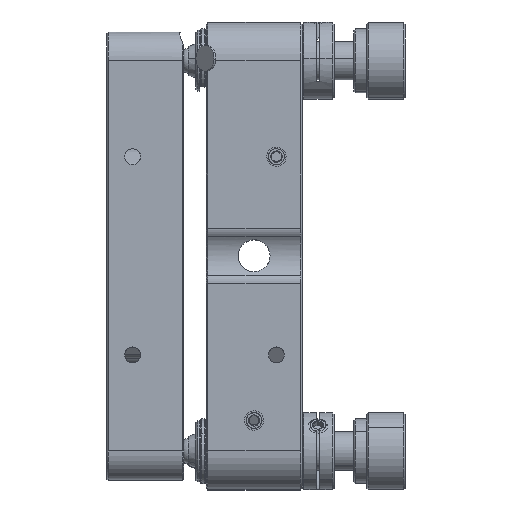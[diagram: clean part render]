
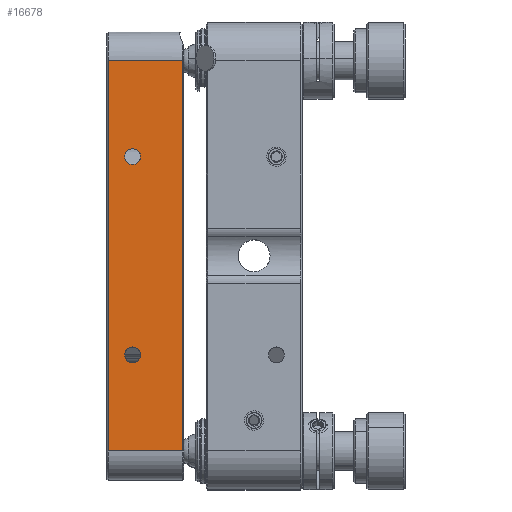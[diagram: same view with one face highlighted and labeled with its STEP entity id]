
A CAD part, top view. The second image highlights one B-rep face of the part: STEP entity #16678.
In plain terms, the highlighted planar face has unit normal (0, 0, 1).
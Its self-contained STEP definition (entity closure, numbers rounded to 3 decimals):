
#433 = VERTEX_POINT ( 'NONE', #13999 ) ;
#552 = ORIENTED_EDGE ( 'NONE', *, *, #7164, .F. ) ;
#957 = PLANE ( 'NONE',  #4277 ) ;
#1290 = ORIENTED_EDGE ( 'NONE', *, *, #15731, .F. ) ;
#1584 = LINE ( 'NONE', #13636, #10902 ) ;
#1605 = CARTESIAN_POINT ( 'NONE',  ( -4.176, 29.183, 17. ) ) ;
#1647 = DIRECTION ( 'NONE',  ( 0., -1., 0. ) ) ;
#1866 = DIRECTION ( 'NONE',  ( 0., 1., 0. ) ) ;
#2237 = ORIENTED_EDGE ( 'NONE', *, *, #14465, .T. ) ;
#2305 = DIRECTION ( 'NONE',  ( 0., 0., -1. ) ) ;
#2593 = AXIS2_PLACEMENT_3D ( 'NONE', #3318, #8262, #1866 ) ;
#2915 = DIRECTION ( 'NONE',  ( 1., 0., 0. ) ) ;
#3318 = CARTESIAN_POINT ( 'NONE',  ( -11.976, 14.183, 17. ) ) ;
#3384 = ORIENTED_EDGE ( 'NONE', *, *, #9331, .T. ) ;
#4133 = ORIENTED_EDGE ( 'NONE', *, *, #8397, .F. ) ;
#4277 = AXIS2_PLACEMENT_3D ( 'NONE', #12510, #11469, #15440 ) ;
#4398 = CARTESIAN_POINT ( 'NONE',  ( -4.176, 33.683, 17. ) ) ;
#4423 = DIRECTION ( 'NONE',  ( 0., 1., 0. ) ) ;
#4581 = DIRECTION ( 'NONE',  ( -1., 0., 0. ) ) ;
#5118 = VECTOR ( 'NONE', #1647, 1000. ) ;
#5287 = CARTESIAN_POINT ( 'NONE',  ( -11.976, 12.933, 17. ) ) ;
#5936 = EDGE_CURVE ( 'NONE', #433, #12979, #13545, .T. ) ;
#7164 = EDGE_CURVE ( 'NONE', #7463, #13705, #7573, .T. ) ;
#7249 = FACE_OUTER_BOUND ( 'NONE', #7284, .T. ) ;
#7266 = ORIENTED_EDGE ( 'NONE', *, *, #5936, .T. ) ;
#7284 = EDGE_LOOP ( 'NONE', ( #4133, #552, #10576, #1290 ) ) ;
#7463 = VERTEX_POINT ( 'NONE', #11332 ) ;
#7566 = ORIENTED_EDGE ( 'NONE', *, *, #14297, .T. ) ;
#7573 = LINE ( 'NONE', #11704, #13235 ) ;
#7746 = CARTESIAN_POINT ( 'NONE',  ( -11.976, -16.817, 17. ) ) ;
#7867 = VERTEX_POINT ( 'NONE', #1605 ) ;
#7912 = VERTEX_POINT ( 'NONE', #13816 ) ;
#7975 = CARTESIAN_POINT ( 'NONE',  ( -11.976, -15.567, 17. ) ) ;
#8052 = DIRECTION ( 'NONE',  ( 0., 1., 0. ) ) ;
#8184 = CARTESIAN_POINT ( 'NONE',  ( -3.976, 29.183, 17. ) ) ;
#8262 = DIRECTION ( 'NONE',  ( 0., 0., -1. ) ) ;
#8397 = EDGE_CURVE ( 'NONE', #13705, #7867, #13429, .T. ) ;
#8554 = FACE_BOUND ( 'NONE', #12601, .T. ) ;
#9331 = EDGE_CURVE ( 'NONE', #12304, #7912, #12918, .T. ) ;
#9335 = AXIS2_PLACEMENT_3D ( 'NONE', #15017, #10880, #4423 ) ;
#9430 = CARTESIAN_POINT ( 'NONE',  ( -11.976, -16.817, 17. ) ) ;
#9940 = VERTEX_POINT ( 'NONE', #10655 ) ;
#10122 = CARTESIAN_POINT ( 'NONE',  ( -15.776, 29.183, 17. ) ) ;
#10234 = EDGE_LOOP ( 'NONE', ( #7566, #7266 ) ) ;
#10576 = ORIENTED_EDGE ( 'NONE', *, *, #16462, .F. ) ;
#10655 = CARTESIAN_POINT ( 'NONE',  ( -4.176, -31.817, 17. ) ) ;
#10855 = LINE ( 'NONE', #4398, #5118 ) ;
#10880 = DIRECTION ( 'NONE',  ( 0., 0., -1. ) ) ;
#10902 = VECTOR ( 'NONE', #4581, 1000. ) ;
#11332 = CARTESIAN_POINT ( 'NONE',  ( -15.776, -31.817, 17. ) ) ;
#11446 = DIRECTION ( 'NONE',  ( 0., 1., 0. ) ) ;
#11469 = DIRECTION ( 'NONE',  ( 0., 0., -1. ) ) ;
#11704 = CARTESIAN_POINT ( 'NONE',  ( -15.776, 29.183, 17. ) ) ;
#12304 = VERTEX_POINT ( 'NONE', #5287 ) ;
#12498 = CIRCLE ( 'NONE', #14427, 1.25 ) ;
#12510 = CARTESIAN_POINT ( 'NONE',  ( -3.976, 33.683, 17. ) ) ;
#12601 = EDGE_LOOP ( 'NONE', ( #2237, #3384 ) ) ;
#12918 = CIRCLE ( 'NONE', #9335, 1.25 ) ;
#12979 = VERTEX_POINT ( 'NONE', #7975 ) ;
#13090 = VECTOR ( 'NONE', #2915, 1000. ) ;
#13235 = VECTOR ( 'NONE', #14206, 1000. ) ;
#13331 = CIRCLE ( 'NONE', #2593, 1.25 ) ;
#13429 = LINE ( 'NONE', #8184, #13090 ) ;
#13545 = CIRCLE ( 'NONE', #14654, 1.25 ) ;
#13636 = CARTESIAN_POINT ( 'NONE',  ( -3.976, -31.817, 17. ) ) ;
#13705 = VERTEX_POINT ( 'NONE', #10122 ) ;
#13802 = FACE_BOUND ( 'NONE', #10234, .T. ) ;
#13816 = CARTESIAN_POINT ( 'NONE',  ( -11.976, 15.433, 17. ) ) ;
#13999 = CARTESIAN_POINT ( 'NONE',  ( -11.976, -18.067, 17. ) ) ;
#14206 = DIRECTION ( 'NONE',  ( 0., 1., 0. ) ) ;
#14297 = EDGE_CURVE ( 'NONE', #12979, #433, #12498, .T. ) ;
#14421 = DIRECTION ( 'NONE',  ( 0., 0., -1. ) ) ;
#14427 = AXIS2_PLACEMENT_3D ( 'NONE', #7746, #2305, #11446 ) ;
#14465 = EDGE_CURVE ( 'NONE', #7912, #12304, #13331, .T. ) ;
#14654 = AXIS2_PLACEMENT_3D ( 'NONE', #9430, #14421, #8052 ) ;
#15017 = CARTESIAN_POINT ( 'NONE',  ( -11.976, 14.183, 17. ) ) ;
#15440 = DIRECTION ( 'NONE',  ( 0., -1., 0. ) ) ;
#15731 = EDGE_CURVE ( 'NONE', #7867, #9940, #10855, .T. ) ;
#16462 = EDGE_CURVE ( 'NONE', #9940, #7463, #1584, .T. ) ;
#16678 = ADVANCED_FACE ( 'NONE', ( #8554, #13802, #7249 ), #957, .F. ) ;
